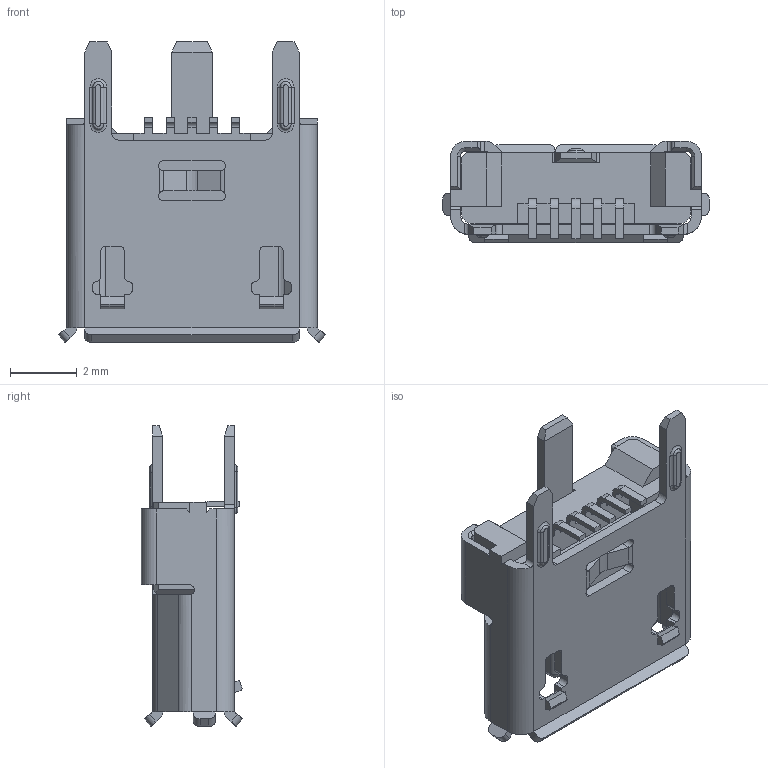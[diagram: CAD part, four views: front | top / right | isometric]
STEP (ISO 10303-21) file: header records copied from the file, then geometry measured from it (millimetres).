
FILE_DESCRIPTION (( 'STEP AP214' ), '1' );
FILE_NAME ('USB-micro_B - Molex SD-105133-011.STEP', '2024-02-11T20:38:52', ( 'Elessar' ), ( '' ), 'SwSTEP 2.0', 'SolidWorks 2018', '' );
FILE_SCHEMA (( 'AUTOMOTIVE_DESIGN' ));
Length unit declared in the file: millimetre
Products named in the file (1): USB-micro_B - Molex SD-105133-011
Bounding box: 7.99 x 3.03 x 8.97 mm (x, y, z)
Volume: 68.2 mm3; surface area: 331.5 mm2
Topology: 1 solids, 1 shells, 424 faces, 1217 edges, 786 vertices
Faces by surface type: plane 277, cylinder 129, torus 8, bspline 4, cone 4, sphere 2
Entity records: 15329 total; most frequent: CARTESIAN_POINT 2772, ORIENTED_EDGE 2430, DIRECTION 2281, EDGE_CURVE 1215, VECTOR 897, LINE 897, VERTEX_POINT 786, AXIS2_PLACEMENT_3D 692
